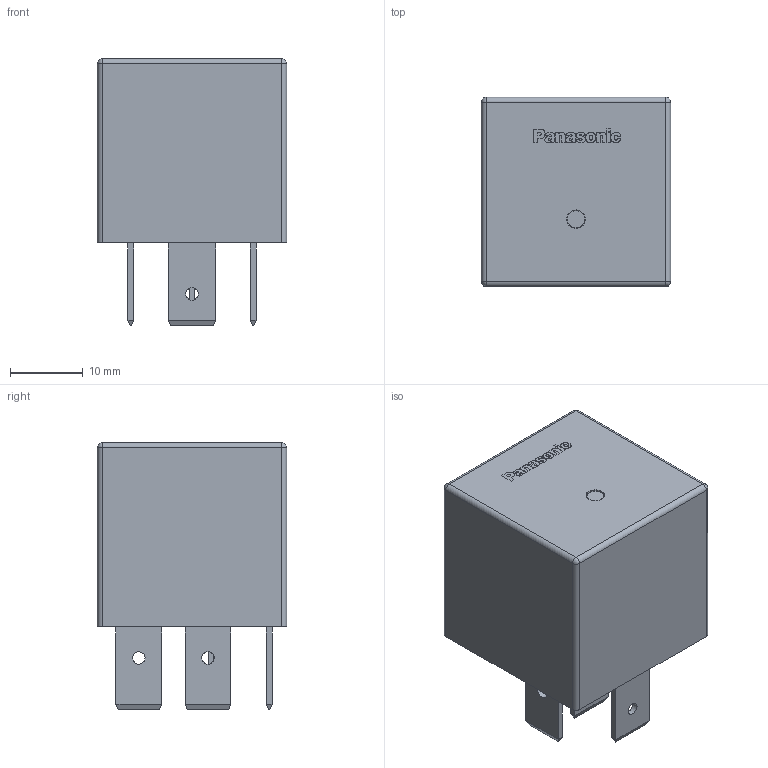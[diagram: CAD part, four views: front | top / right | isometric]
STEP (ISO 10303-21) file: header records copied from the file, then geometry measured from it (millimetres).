
FILE_DESCRIPTION(/* description */ (''),/* implementation_level */ '2;1');
FILE_NAME(/* name */ 'Panasonic_-_CB1-R-12V.step',/* time_stamp */ '2024-03-09T15:06:14-05:00',/* author */ (''),/* organization */ (''),/* preprocessor_version */ 'ST-DEVELOPER v20',/* originating_system */ 'Autodesk Translation Framework v12.20.1.177',/* authorisation */ '');
FILE_SCHEMA (('AUTOMOTIVE_DESIGN { 1 0 10303 214 3 1 1 }'));
Length unit declared in the file: millimetre
Products named in the file (4): (Unsaved); body; terminals; logo
Assembly tree (3 placements, depth 2):
  (Unsaved)
    body
    terminals
    logo
Bounding box: 26 x 26 x 36.6 mm (x, y, z)
Volume: 16888.2 mm3; surface area: 5076.6 mm2
Topology: 16 solids, 16 shells, 284 faces, 717 edges, 467 vertices
Faces by surface type: plane 133, bspline 119, cylinder 25, sphere 4, torus 2, cone 1
Full cylindrical faces by diameter (mm): 1.7 x5
Entity records: 9207 total; most frequent: CARTESIAN_POINT 2910, ORIENTED_EDGE 1434, DIRECTION 952, EDGE_CURVE 717, VERTEX_POINT 467, LINE 422, VECTOR 422, EDGE_LOOP 304
